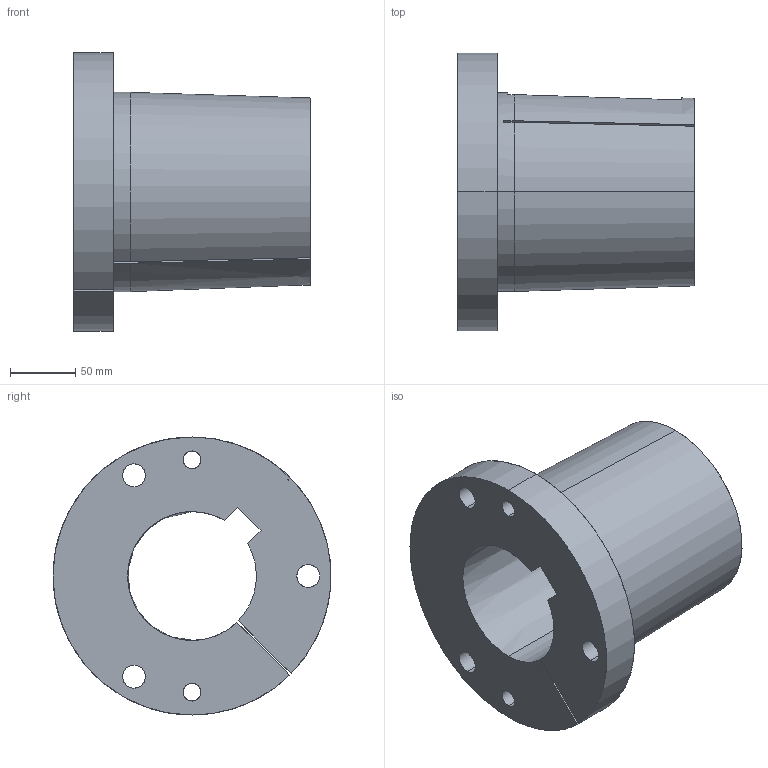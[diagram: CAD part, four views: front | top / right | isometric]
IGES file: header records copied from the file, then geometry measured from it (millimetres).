
Start section: SolidWorks IGES file using analytic representation for surfaces
Global section: file name: U1U1_3_0726139353083.igs; native system: SolidWorks 2017; preprocessor: SolidWorks 2017; author: partstream; date: 170726.013944; units: inch
Bounding box: 180.97 x 212.62 x 212.72 mm (x, y, z)
Surface area: 230455.1 mm2 (no closed solid volume)
Topology: 0 solids, 0 shells, 78 faces, 1035 edges, 1035 vertices
Faces by surface type: bspline 55, revolution 23
